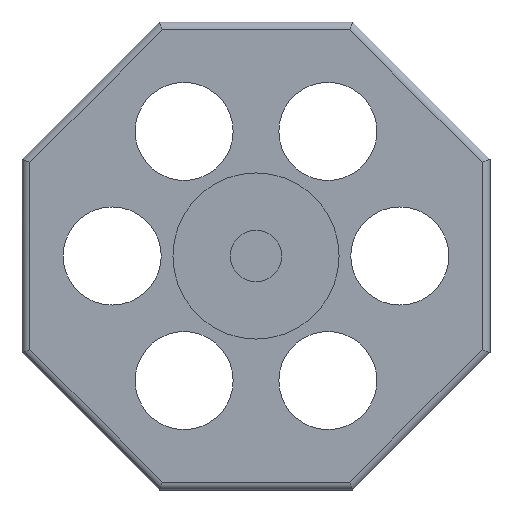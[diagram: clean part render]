
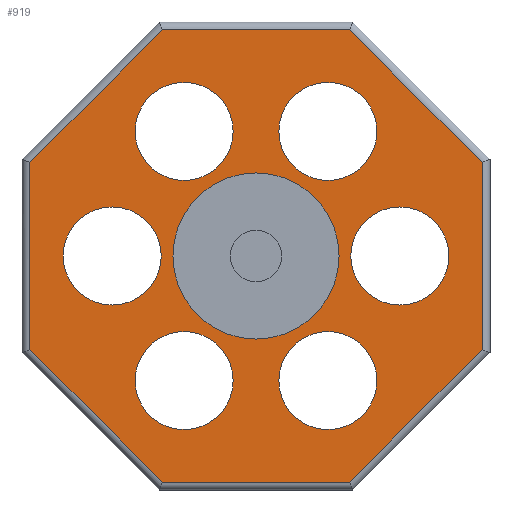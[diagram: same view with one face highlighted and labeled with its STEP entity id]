
A CAD part, front view. The second image highlights one B-rep face of the part: STEP entity #919.
In plain terms, the highlighted planar face has unit normal (0, -1, 0).
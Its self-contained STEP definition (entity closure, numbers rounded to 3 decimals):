
#32=FACE_BOUND('',#155,.T.);
#33=FACE_BOUND('',#156,.T.);
#34=FACE_BOUND('',#157,.T.);
#35=FACE_BOUND('',#158,.T.);
#36=FACE_BOUND('',#159,.T.);
#37=FACE_BOUND('',#160,.T.);
#38=FACE_BOUND('',#161,.T.);
#53=PLANE('',#1020);
#99=FACE_OUTER_BOUND('',#154,.T.);
#154=EDGE_LOOP('',(#700,#701,#702,#703,#704,#705,#706,#707));
#155=EDGE_LOOP('',(#708));
#156=EDGE_LOOP('',(#709));
#157=EDGE_LOOP('',(#710));
#158=EDGE_LOOP('',(#711));
#159=EDGE_LOOP('',(#712));
#160=EDGE_LOOP('',(#713));
#161=EDGE_LOOP('',(#714));
#209=LINE('',#1384,#305);
#211=LINE('',#1392,#307);
#214=LINE('',#1400,#310);
#216=LINE('',#1406,#312);
#218=LINE('',#1412,#314);
#219=LINE('',#1416,#315);
#222=LINE('',#1424,#318);
#224=LINE('',#1428,#320);
#305=VECTOR('',#1124,10.);
#307=VECTOR('',#1132,10.);
#310=VECTOR('',#1139,10.);
#312=VECTOR('',#1145,10.);
#314=VECTOR('',#1151,10.);
#315=VECTOR('',#1156,10.);
#318=VECTOR('',#1163,10.);
#320=VECTOR('',#1169,10.);
#393=CIRCLE('',#975,7.5);
#395=CIRCLE('',#978,7.5);
#397=CIRCLE('',#981,7.5);
#399=CIRCLE('',#984,7.5);
#401=CIRCLE('',#987,7.5);
#403=CIRCLE('',#990,7.5);
#408=CIRCLE('',#998,12.7);
#409=VERTEX_POINT('',#1332);
#411=VERTEX_POINT('',#1338);
#413=VERTEX_POINT('',#1344);
#415=VERTEX_POINT('',#1350);
#417=VERTEX_POINT('',#1356);
#419=VERTEX_POINT('',#1362);
#424=VERTEX_POINT('',#1377);
#425=VERTEX_POINT('',#1382);
#426=VERTEX_POINT('',#1383);
#429=VERTEX_POINT('',#1391);
#432=VERTEX_POINT('',#1399);
#434=VERTEX_POINT('',#1405);
#436=VERTEX_POINT('',#1411);
#437=VERTEX_POINT('',#1415);
#440=VERTEX_POINT('',#1423);
#489=EDGE_CURVE('',#409,#409,#393,.T.);
#492=EDGE_CURVE('',#411,#411,#395,.T.);
#495=EDGE_CURVE('',#413,#413,#397,.T.);
#498=EDGE_CURVE('',#415,#415,#399,.T.);
#501=EDGE_CURVE('',#417,#417,#401,.T.);
#504=EDGE_CURVE('',#419,#419,#403,.T.);
#512=EDGE_CURVE('',#424,#424,#408,.T.);
#513=EDGE_CURVE('',#425,#426,#209,.T.);
#517=EDGE_CURVE('',#426,#429,#211,.T.);
#521=EDGE_CURVE('',#429,#432,#214,.T.);
#524=EDGE_CURVE('',#432,#434,#216,.T.);
#527=EDGE_CURVE('',#434,#436,#218,.T.);
#529=EDGE_CURVE('',#437,#425,#219,.T.);
#533=EDGE_CURVE('',#436,#440,#222,.T.);
#536=EDGE_CURVE('',#440,#437,#224,.T.);
#700=ORIENTED_EDGE('',*,*,#513,.F.);
#701=ORIENTED_EDGE('',*,*,#529,.F.);
#702=ORIENTED_EDGE('',*,*,#536,.F.);
#703=ORIENTED_EDGE('',*,*,#533,.F.);
#704=ORIENTED_EDGE('',*,*,#527,.F.);
#705=ORIENTED_EDGE('',*,*,#524,.F.);
#706=ORIENTED_EDGE('',*,*,#521,.F.);
#707=ORIENTED_EDGE('',*,*,#517,.F.);
#708=ORIENTED_EDGE('',*,*,#489,.T.);
#709=ORIENTED_EDGE('',*,*,#492,.T.);
#710=ORIENTED_EDGE('',*,*,#495,.T.);
#711=ORIENTED_EDGE('',*,*,#498,.T.);
#712=ORIENTED_EDGE('',*,*,#501,.T.);
#713=ORIENTED_EDGE('',*,*,#504,.T.);
#714=ORIENTED_EDGE('',*,*,#512,.T.);
#919=ADVANCED_FACE('',(#99,#32,#33,#34,#35,#36,#37,#38),#53,.F.);
#975=AXIS2_PLACEMENT_3D('',#1333,#1064,#1065);
#978=AXIS2_PLACEMENT_3D('',#1339,#1071,#1072);
#981=AXIS2_PLACEMENT_3D('',#1345,#1078,#1079);
#984=AXIS2_PLACEMENT_3D('',#1351,#1085,#1086);
#987=AXIS2_PLACEMENT_3D('',#1357,#1092,#1093);
#990=AXIS2_PLACEMENT_3D('',#1363,#1099,#1100);
#998=AXIS2_PLACEMENT_3D('',#1379,#1118,#1119);
#1020=AXIS2_PLACEMENT_3D('',#1447,#1187,#1188);
#1064=DIRECTION('center_axis',(0.,1.,0.));
#1065=DIRECTION('ref_axis',(1.,0.,0.));
#1071=DIRECTION('center_axis',(0.,1.,0.));
#1072=DIRECTION('ref_axis',(1.,0.,0.));
#1078=DIRECTION('center_axis',(0.,1.,0.));
#1079=DIRECTION('ref_axis',(1.,0.,0.));
#1085=DIRECTION('center_axis',(0.,1.,0.));
#1086=DIRECTION('ref_axis',(1.,0.,0.));
#1092=DIRECTION('center_axis',(0.,1.,0.));
#1093=DIRECTION('ref_axis',(1.,0.,0.));
#1099=DIRECTION('center_axis',(0.,1.,0.));
#1100=DIRECTION('ref_axis',(1.,0.,0.));
#1118=DIRECTION('center_axis',(0.,1.,0.));
#1119=DIRECTION('ref_axis',(1.,0.,0.));
#1124=DIRECTION('',(0.707,0.,0.707));
#1132=DIRECTION('',(1.,0.,0.));
#1139=DIRECTION('',(0.707,0.,-0.707));
#1145=DIRECTION('',(0.,0.,-1.));
#1151=DIRECTION('',(-0.707,0.,-0.707));
#1156=DIRECTION('',(0.,0.,1.));
#1163=DIRECTION('',(-1.,0.,0.));
#1169=DIRECTION('',(-0.707,0.,0.707));
#1187=DIRECTION('center_axis',(0.,1.,0.));
#1188=DIRECTION('ref_axis',(0.,0.,1.));
#1332=CARTESIAN_POINT('',(-29.5,0.,0.));
#1333=CARTESIAN_POINT('Origin',(-22.,0.,0.));
#1338=CARTESIAN_POINT('',(-18.5,0.,19.053));
#1339=CARTESIAN_POINT('Origin',(-11.,0.,19.053));
#1344=CARTESIAN_POINT('',(3.5,0.,-19.053));
#1345=CARTESIAN_POINT('Origin',(11.,0.,-19.053));
#1350=CARTESIAN_POINT('',(-18.5,0.,-19.053));
#1351=CARTESIAN_POINT('Origin',(-11.,0.,-19.053));
#1356=CARTESIAN_POINT('',(3.5,0.,19.053));
#1357=CARTESIAN_POINT('Origin',(11.,0.,19.053));
#1362=CARTESIAN_POINT('',(14.5,0.,0.));
#1363=CARTESIAN_POINT('Origin',(22.,0.,0.));
#1377=CARTESIAN_POINT('',(-12.7,0.,0.));
#1379=CARTESIAN_POINT('Origin',(0.,0.,0.));
#1382=CARTESIAN_POINT('',(-34.592,0.,14.328));
#1383=CARTESIAN_POINT('',(-14.328,0.,34.592));
#1384=CARTESIAN_POINT('',(-29.702,0.,19.219));
#1391=CARTESIAN_POINT('',(14.328,0.,34.592));
#1392=CARTESIAN_POINT('',(-7.413,0.,34.592));
#1399=CARTESIAN_POINT('',(34.592,0.,14.328));
#1400=CARTESIAN_POINT('',(19.219,0.,29.702));
#1405=CARTESIAN_POINT('',(34.592,0.,-14.328));
#1406=CARTESIAN_POINT('',(34.592,0.,7.413));
#1411=CARTESIAN_POINT('',(14.328,0.,-34.592));
#1412=CARTESIAN_POINT('',(29.702,0.,-19.219));
#1415=CARTESIAN_POINT('',(-34.592,0.,-14.328));
#1416=CARTESIAN_POINT('',(-34.592,0.,-7.413));
#1423=CARTESIAN_POINT('',(-14.328,0.,-34.592));
#1424=CARTESIAN_POINT('',(7.413,0.,-34.592));
#1428=CARTESIAN_POINT('',(-19.219,0.,-29.702));
#1447=CARTESIAN_POINT('Origin',(0.,0.,0.));
